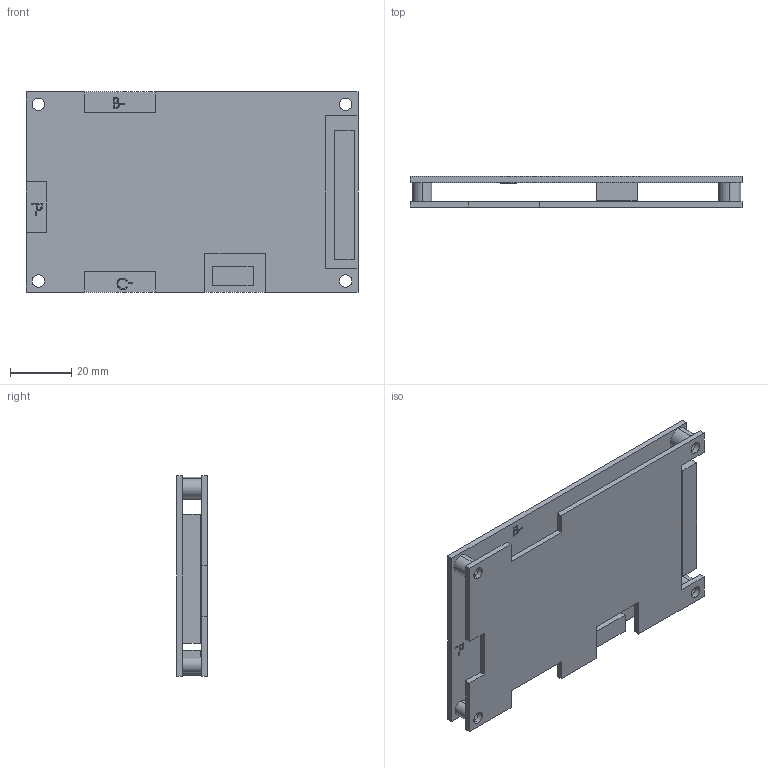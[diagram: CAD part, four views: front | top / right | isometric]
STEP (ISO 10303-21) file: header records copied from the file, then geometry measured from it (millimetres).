
FILE_DESCRIPTION (( 'STEP AP203' ), '1' );
FILE_NAME ('Smart BMS 12S.STEP', '2020-11-22T11:25:49', ( '' ), ( '' ), 'SwSTEP 2.0', 'SolidWorks 2019', '' );
FILE_SCHEMA (( 'CONFIG_CONTROL_DESIGN' ));
Length unit declared in the file: millimetre
Products named in the file (1): Smart BMS 12S
Bounding box: 108 x 10 x 65.1 mm (x, y, z)
Volume: 26454.5 mm3; surface area: 28775.4 mm2
Topology: 2 solids, 2 shells, 134 faces, 345 edges, 230 vertices
Faces by surface type: plane 86, cylinder 24, bspline 24
Entity records: 5520 total; most frequent: CARTESIAN_POINT 2254, ORIENTED_EDGE 690, DIRECTION 567, EDGE_CURVE 345, VECTOR 249, LINE 249, VERTEX_POINT 230, EDGE_LOOP 165
